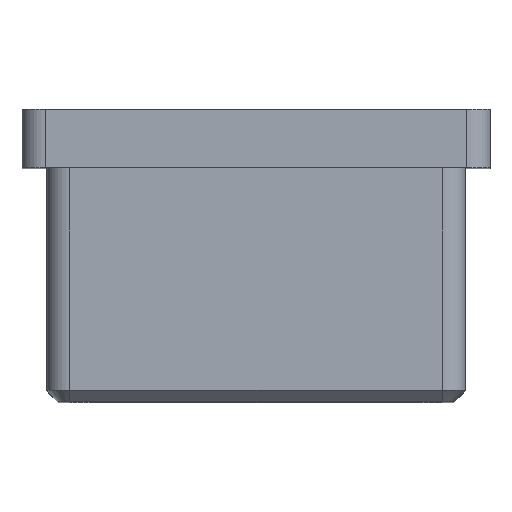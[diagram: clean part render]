
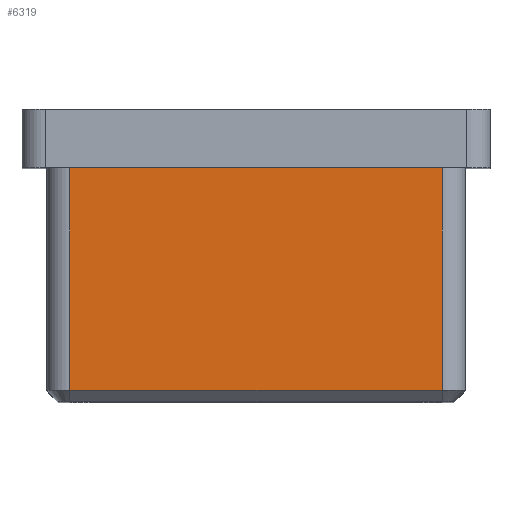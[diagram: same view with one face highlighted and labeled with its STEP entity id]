
A CAD part, top view. The second image highlights one B-rep face of the part: STEP entity #6319.
In plain terms, the highlighted planar face has unit normal (0, 0, 1).
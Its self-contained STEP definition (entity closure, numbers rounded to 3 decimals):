
#498 = LINE ( 'NONE', #10751, #5519 ) ;
#703 = FACE_OUTER_BOUND ( 'NONE', #3706, .T. ) ;
#1362 = CARTESIAN_POINT ( 'NONE',  ( -15.9, -19., 17.9 ) ) ;
#1369 = EDGE_CURVE ( 'NONE', #3917, #5788, #498, .T. ) ;
#1581 = DIRECTION ( 'NONE',  ( 1., 0., 0. ) ) ;
#1797 = AXIS2_PLACEMENT_3D ( 'NONE', #13132, #11890, #6967 ) ;
#2461 = LINE ( 'NONE', #9976, #7104 ) ;
#2881 = CARTESIAN_POINT ( 'NONE',  ( 15.9, 0., 17.9 ) ) ;
#3686 = CARTESIAN_POINT ( 'NONE',  ( -17.9, 0., 17.9 ) ) ;
#3706 = EDGE_LOOP ( 'NONE', ( #7853, #7038, #15247, #7378 ) ) ;
#3917 = VERTEX_POINT ( 'NONE', #13696 ) ;
#4856 = DIRECTION ( 'NONE',  ( 0., 1., 0. ) ) ;
#5519 = VECTOR ( 'NONE', #5824, 1000. ) ;
#5788 = VERTEX_POINT ( 'NONE', #1362 ) ;
#5819 = PLANE ( 'NONE',  #1797 ) ;
#5824 = DIRECTION ( 'NONE',  ( 0., -1., 0. ) ) ;
#6319 = ADVANCED_FACE ( 'NONE', ( #703 ), #5819, .F. ) ;
#6967 = DIRECTION ( 'NONE',  ( -1., 0., 0. ) ) ;
#7038 = ORIENTED_EDGE ( 'NONE', *, *, #10753, .T. ) ;
#7104 = VECTOR ( 'NONE', #1581, 1000. ) ;
#7378 = ORIENTED_EDGE ( 'NONE', *, *, #13847, .T. ) ;
#7853 = ORIENTED_EDGE ( 'NONE', *, *, #1369, .T. ) ;
#8823 = VECTOR ( 'NONE', #4856, 1000. ) ;
#9464 = EDGE_CURVE ( 'NONE', #15866, #11465, #12333, .T. ) ;
#9976 = CARTESIAN_POINT ( 'NONE',  ( 15.9, -19., 17.9 ) ) ;
#10255 = LINE ( 'NONE', #3686, #14874 ) ;
#10751 = CARTESIAN_POINT ( 'NONE',  ( -15.9, -20., 17.9 ) ) ;
#10753 = EDGE_CURVE ( 'NONE', #5788, #15866, #2461, .T. ) ;
#11465 = VERTEX_POINT ( 'NONE', #2881 ) ;
#11748 = CARTESIAN_POINT ( 'NONE',  ( 15.9, -19., 17.9 ) ) ;
#11890 = DIRECTION ( 'NONE',  ( 0., 0., -1. ) ) ;
#12333 = LINE ( 'NONE', #14732, #8823 ) ;
#12344 = DIRECTION ( 'NONE',  ( -1., 0., 0. ) ) ;
#13132 = CARTESIAN_POINT ( 'NONE',  ( -17.9, -20., 17.9 ) ) ;
#13696 = CARTESIAN_POINT ( 'NONE',  ( -15.9, 0., 17.9 ) ) ;
#13847 = EDGE_CURVE ( 'NONE', #11465, #3917, #10255, .T. ) ;
#14732 = CARTESIAN_POINT ( 'NONE',  ( 15.9, -20., 17.9 ) ) ;
#14874 = VECTOR ( 'NONE', #12344, 1000. ) ;
#15247 = ORIENTED_EDGE ( 'NONE', *, *, #9464, .T. ) ;
#15866 = VERTEX_POINT ( 'NONE', #11748 ) ;
